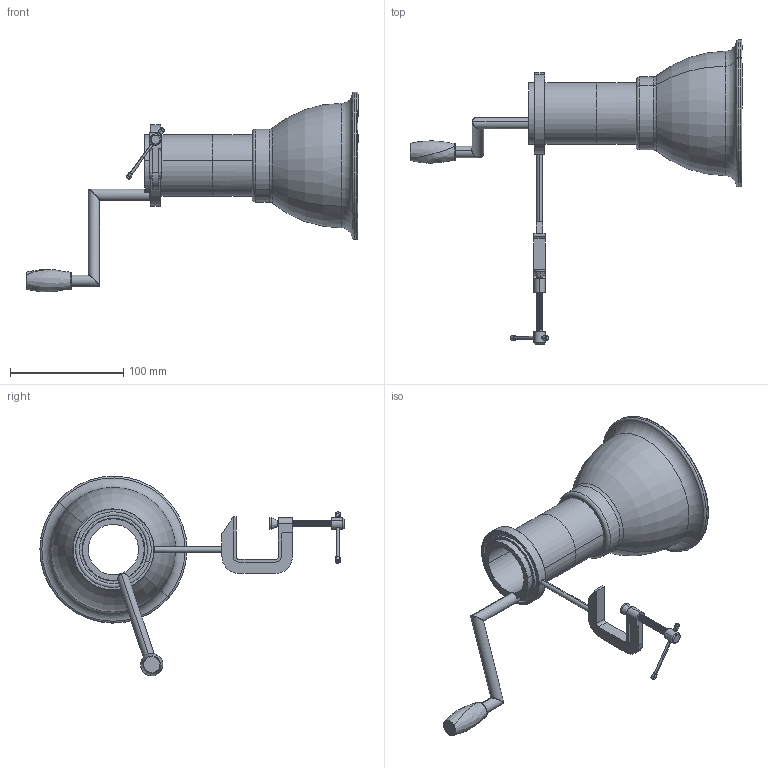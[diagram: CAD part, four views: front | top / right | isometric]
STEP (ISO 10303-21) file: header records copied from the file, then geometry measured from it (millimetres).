
FILE_DESCRIPTION (( 'STEP AP214' ), '1' );
FILE_NAME ('Corn sheller final assembly.STEP', '2023-12-06T23:52:18', ( '' ), ( '' ), 'SwSTEP 2.0', 'SolidWorks 2022', '' );
FILE_SCHEMA (( 'AUTOMOTIVE_DESIGN' ));
Length unit declared in the file: millimetre
Products named in the file (15): G Clamp assembly; Clamp Jaw_ULIR THREAD; AssemblyCuttingTool; Cornsheller part 1; Cutting_Tool; Cup Handle; Handle; radial ball bearing_68_am_AFBMA 20.1 - 18-55 - 32,SI,NC,32_68; Bar handle; Spindle; Plunger_Barrier; ClampSupport; Spindle Cap; Bar handle knob; Corn sheller final assembly
Assembly tree (15 placements, depth 3):
  Corn sheller final assembly
    Cornsheller part 1
    radial ball bearing_68_am_AFBMA 20.1 - 18-55 - 32,SI,NC,32_68
    Bar handle
    Bar handle knob
    AssemblyCuttingTool
      Cutting_Tool
      Plunger_Barrier
    ClampSupport
    G Clamp assembly
      Clamp Jaw_ULIR THREAD
      Spindle
      Cup Handle  x2
      Handle
      Spindle Cap
Bounding box: 293.5 x 268.91 x 176.67 mm (x, y, z)
Volume: 277280.9 mm3; surface area: 130161.3 mm2
Topology: 13 solids, 13 shells, 403 faces, 1048 edges, 670 vertices
Faces by surface type: cylinder 218, plane 88, torus 69, bspline 20, cone 8
Entity records: 25279 total; most frequent: CARTESIAN_POINT 16161, ORIENTED_EDGE 2048, DIRECTION 1577, EDGE_CURVE 1024, VERTEX_POINT 660, AXIS2_PLACEMENT_3D 633, EDGE_LOOP 414, ADVANCED_FACE 394
